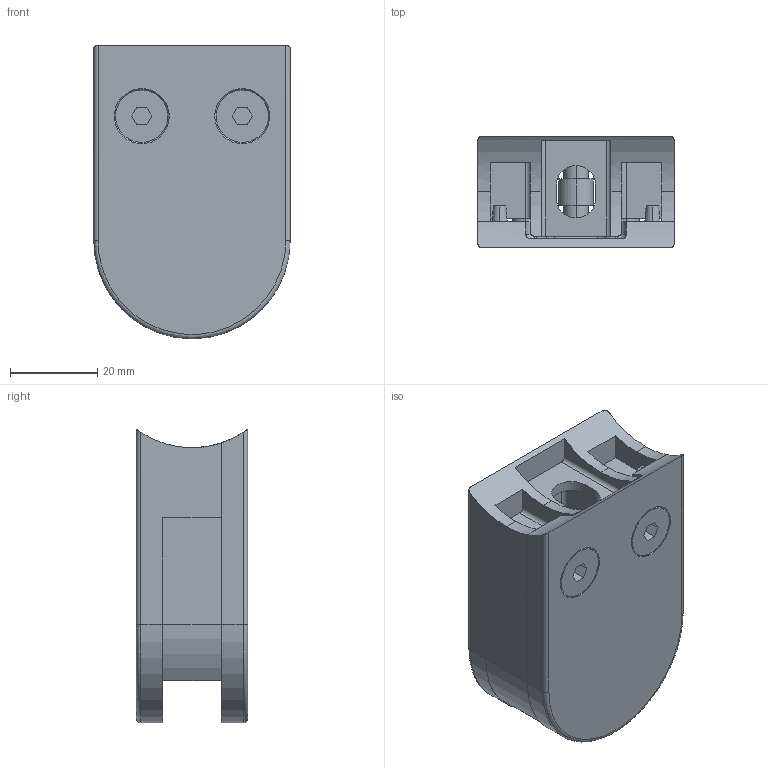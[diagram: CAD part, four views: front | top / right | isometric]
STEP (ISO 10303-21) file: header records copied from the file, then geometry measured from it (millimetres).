
FILE_DESCRIPTION (( 'STEP AP203' ), '1' );
FILE_NAME ('A_25FX-042.STEP', '2021-06-21T13:24:47', ( '' ), ( '' ), 'SwSTEP 2.0', 'SolidWorks 2019', '' );
FILE_SCHEMA (( 'CONFIG_CONTROL_DESIGN' ));
Length unit declared in the file: millimetre
Products named in the file (6): A_25FX-042.P3; A_25FX-042.P4; A_25FX-042.P2; A_25FX-042; Skrutka DIN 7991_Skrutka M 6x 16; A_25FX-042.P1
Assembly tree (6 placements, depth 2):
  A_25FX-042
    A_25FX-042.P1
    A_25FX-042.P2
    A_25FX-042.P3
    Skrutka DIN 7991_Skrutka M 6x 16  x2
    A_25FX-042.P4
Bounding box: 45 x 25.5 x 67.26 mm (x, y, z)
Volume: 31176.2 mm3; surface area: 22179.9 mm2
Topology: 8 solids, 8 shells, 354 faces, 906 edges, 576 vertices
Faces by surface type: plane 168, cylinder 142, cone 24, bspline 18, sphere 2
Entity records: 11274 total; most frequent: CARTESIAN_POINT 2404, DIRECTION 1734, ORIENTED_EDGE 1724, EDGE_CURVE 862, AXIS2_PLACEMENT_3D 614, VERTEX_POINT 552, LINE 506, VECTOR 506
